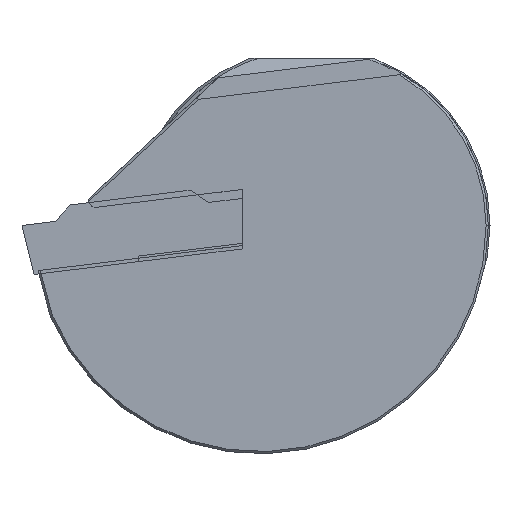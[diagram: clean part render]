
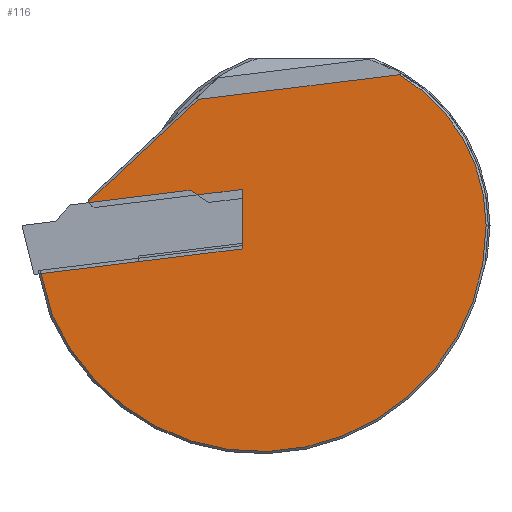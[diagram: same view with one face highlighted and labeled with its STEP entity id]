
A CAD part, left-side view. The second image highlights one B-rep face of the part: STEP entity #116.
In plain terms, the highlighted planar face has unit normal (-1, 0, 0).
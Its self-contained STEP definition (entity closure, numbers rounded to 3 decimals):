
#65=CIRCLE('',#908,20.3);
#66=CIRCLE('',#909,15.65);
#67=CIRCLE('',#910,0.6);
#116=ADVANCED_FACE('',(#197),#162,.F.);
#162=PLANE('',#911);
#197=FACE_OUTER_BOUND('',#242,.T.);
#242=EDGE_LOOP('',(#365,#366,#367,#368,#369,#370,#371,#372,#373));
#365=ORIENTED_EDGE('',*,*,#642,.T.);
#366=ORIENTED_EDGE('',*,*,#643,.T.);
#367=ORIENTED_EDGE('',*,*,#644,.T.);
#368=ORIENTED_EDGE('',*,*,#645,.T.);
#369=ORIENTED_EDGE('',*,*,#646,.T.);
#370=ORIENTED_EDGE('',*,*,#647,.T.);
#371=ORIENTED_EDGE('',*,*,#648,.T.);
#372=ORIENTED_EDGE('',*,*,#649,.T.);
#373=ORIENTED_EDGE('',*,*,#650,.T.);
#549=VERTEX_POINT('',#1297);
#550=VERTEX_POINT('',#1298);
#551=VERTEX_POINT('',#1300);
#552=VERTEX_POINT('',#1302);
#553=VERTEX_POINT('',#1304);
#554=VERTEX_POINT('',#1306);
#555=VERTEX_POINT('',#1308);
#556=VERTEX_POINT('',#1310);
#557=VERTEX_POINT('',#1312);
#642=EDGE_CURVE('',#549,#550,#757,.T.);
#643=EDGE_CURVE('',#550,#551,#758,.T.);
#644=EDGE_CURVE('',#551,#552,#759,.T.);
#645=EDGE_CURVE('',#552,#553,#65,.T.);
#646=EDGE_CURVE('',#553,#554,#66,.T.);
#647=EDGE_CURVE('',#554,#555,#760,.T.);
#648=EDGE_CURVE('',#555,#556,#761,.T.);
#649=EDGE_CURVE('',#556,#557,#67,.T.);
#650=EDGE_CURVE('',#557,#549,#762,.T.);
#757=LINE('',#1296,#844);
#758=LINE('',#1299,#845);
#759=LINE('',#1301,#846);
#760=LINE('',#1307,#847);
#761=LINE('',#1309,#848);
#762=LINE('',#1313,#849);
#844=VECTOR('',#1051,1.);
#845=VECTOR('',#1052,1.);
#846=VECTOR('',#1053,1.);
#847=VECTOR('',#1058,1.);
#848=VECTOR('',#1059,1.);
#849=VECTOR('',#1062,1.);
#908=AXIS2_PLACEMENT_3D('',#1303,#1054,#1055);
#909=AXIS2_PLACEMENT_3D('',#1305,#1056,#1057);
#910=AXIS2_PLACEMENT_3D('',#1311,#1060,#1061);
#911=AXIS2_PLACEMENT_3D('',#1314,#1063,#1064);
#1051=DIRECTION('',(0.,0.,-1.));
#1052=DIRECTION('',(0.,0.993,-0.122));
#1053=DIRECTION('',(0.,-0.259,-0.966));
#1054=DIRECTION('',(-1.,0.,0.));
#1055=DIRECTION('',(0.,0.,-1.));
#1056=DIRECTION('',(-1.,0.,0.));
#1057=DIRECTION('',(0.,0.,-1.));
#1058=DIRECTION('',(0.,0.993,-0.122));
#1059=DIRECTION('',(0.,0.731,-0.682));
#1060=DIRECTION('',(-1.,0.,0.));
#1061=DIRECTION('',(0.,0.,-1.));
#1062=DIRECTION('',(0.,-0.993,0.122));
#1063=DIRECTION('',(1.,0.,0.));
#1064=DIRECTION('',(0.,0.,-1.));
#1296=CARTESIAN_POINT('',(0.35,6.248,0.));
#1297=CARTESIAN_POINT('',(0.35,6.248,3.231));
#1298=CARTESIAN_POINT('',(0.35,6.248,-1.806));
#1299=CARTESIAN_POINT('',(0.35,-25.74,2.121));
#1300=CARTESIAN_POINT('',(0.35,24.358,-4.03));
#1301=CARTESIAN_POINT('',(0.35,21.992,-12.859));
#1302=CARTESIAN_POINT('',(0.35,23.273,-8.08));
#1303=CARTESIAN_POINT('',(0.35,4.65,0.));
#1304=CARTESIAN_POINT('',(0.35,-15.65,0.));
#1305=CARTESIAN_POINT('',(0.35,0.,0.));
#1306=CARTESIAN_POINT('',(0.35,-7.871,13.527));
#1307=CARTESIAN_POINT('',(0.35,-21.815,15.239));
#1308=CARTESIAN_POINT('',(0.35,10.163,11.312));
#1309=CARTESIAN_POINT('',(0.35,-3.538,24.088));
#1310=CARTESIAN_POINT('',(0.35,19.994,2.145));
#1311=CARTESIAN_POINT('',(0.35,19.399,2.221));
#1312=CARTESIAN_POINT('',(0.35,19.326,1.626));
#1313=CARTESIAN_POINT('',(0.35,-25.13,7.084));
#1314=CARTESIAN_POINT('',(0.35,-26.,0.));
